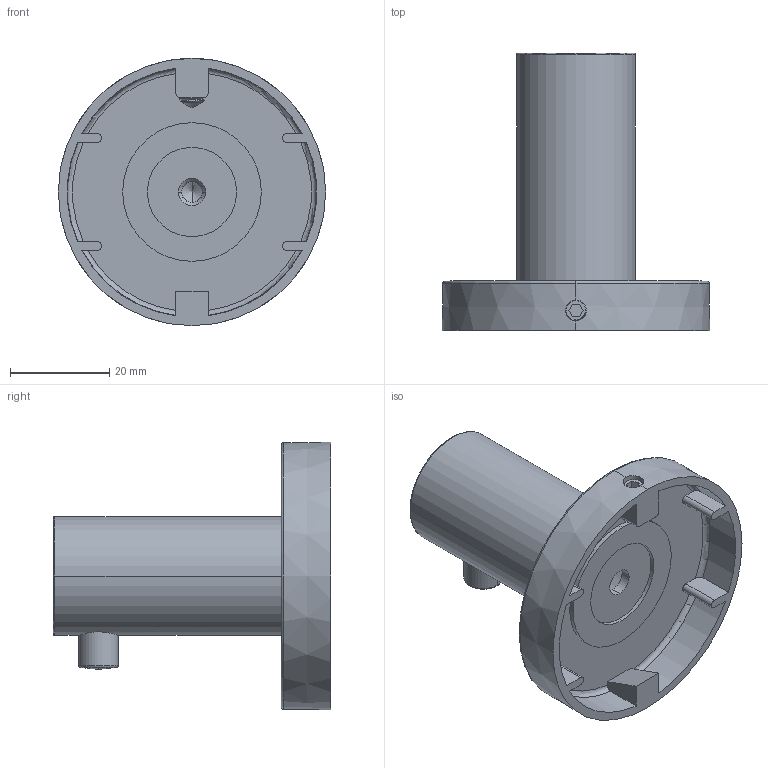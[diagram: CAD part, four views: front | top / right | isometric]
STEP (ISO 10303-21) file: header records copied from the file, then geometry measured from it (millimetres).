
FILE_DESCRIPTION((''),'2;1');
FILE_NAME('340419_ASM','2025-05-27T',('Administrator'),(''),'PRO/ENGINEER BY PARAMETRIC TECHNOLOGY CORPORATION, 2011310','PRO/ENGINEER BY PARAMETRIC TECHNOLOGY CORPORATION, 2011310','');
FILE_SCHEMA(('CONFIG_CONTROL_DESIGN'));
Length unit declared in the file: millimetre
Products named in the file (5): 1P0315BWCP; 1F0036NT; 1P0553AZCP; 1E0369AZCP; 340419_ASM
Assembly tree (4 placements, depth 2):
  340419_ASM
    1P0315BWCP
    1F0036NT
    1P0553AZCP
    1E0369AZCP
Bounding box: 54 x 56 x 54 mm (x, y, z)
Volume: 21400.7 mm3; surface area: 15339 mm2
Topology: 4 solids, 4 shells, 167 faces, 437 edges, 278 vertices
Faces by surface type: cylinder 69, plane 46, cone 28, torus 14, bspline 8, sphere 2
Entity records: 8206 total; most frequent: CARTESIAN_POINT 4066, ORIENTED_EDGE 854, DIRECTION 833, EDGE_CURVE 427, AXIS2_PLACEMENT_3D 325, VERTEX_POINT 278, VECTOR 183, LINE 183
